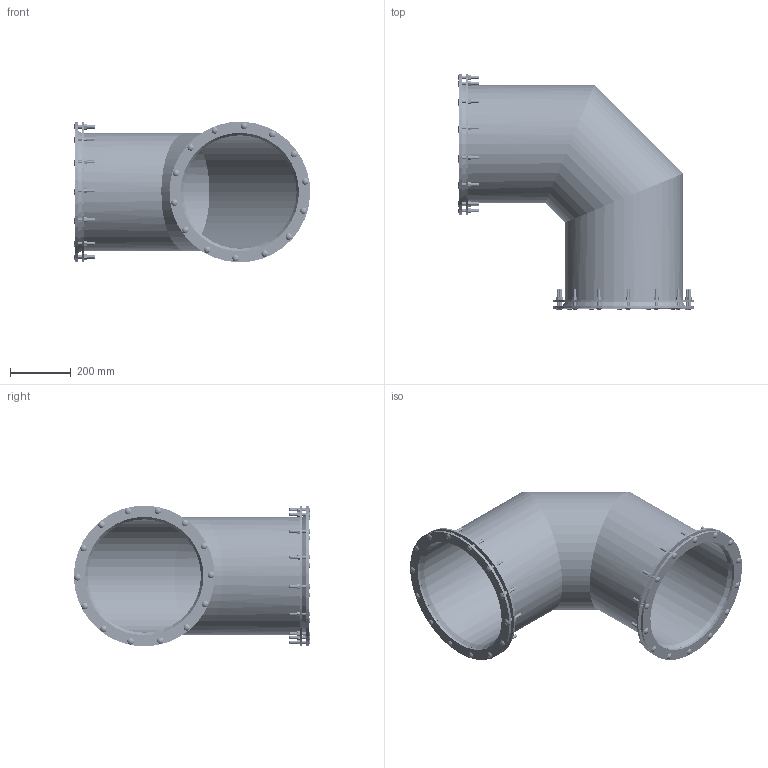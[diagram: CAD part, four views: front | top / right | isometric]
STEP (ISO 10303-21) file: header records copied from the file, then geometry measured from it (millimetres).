
FILE_DESCRIPTION (( 'STEP AP214' ), '1' );
FILE_NAME ('1055-15P.STEP', '2021-02-12T20:38:46', ( '' ), ( '' ), 'SwSTEP 2.0', 'SolidWorks 2021', '' );
FILE_SCHEMA (( 'AUTOMOTIVE_DESIGN' ));
Length unit declared in the file: inch
Products named in the file (6): 21867; Coupler Rings_1033-PW1500; 1055-15P; 1055_1055-15P; 36306; Coupler Rings_1031-PL1500
Assembly tree (61 placements, depth 2):
  1055-15P
    1055_1055-15P
    Coupler Rings_1031-PL1500  x2
    Coupler Rings_1033-PW1500  x2
    21867  x28
    36306  x28
Bounding box: 778.24 x 778.39 x 463.55 mm (x, y, z)
Volume: 9156648.5 mm3; surface area: 3031782.3 mm2
Topology: 91 solids, 91 shells, 4250 faces, 10608 edges, 6596 vertices
Faces by surface type: cylinder 2212, cone 904, plane 826, sphere 224, bspline 84
Entity records: 17560 total; most frequent: CARTESIAN_POINT 9935, ORIENTED_EDGE 1542, DIRECTION 1388, EDGE_CURVE 771, VERTEX_POINT 497, LINE 484, VECTOR 484, AXIS2_PLACEMENT_3D 452
